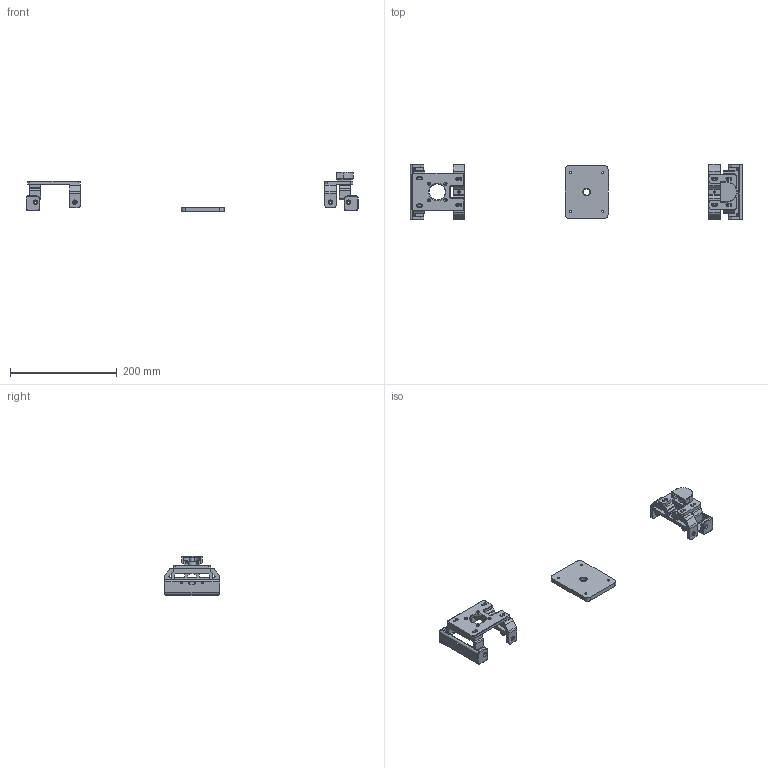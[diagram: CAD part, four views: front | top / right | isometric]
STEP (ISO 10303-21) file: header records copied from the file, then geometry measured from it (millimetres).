
FILE_DESCRIPTION(/* description */ (''),/* implementation_level */ '2;1');
FILE_NAME(/* name */ 'Slider Rework v1 v1_Mounts.step',/* time_stamp */ '2018-03-06T09:29:50-06:00',/* author */ (''),/* organization */ (''),/* preprocessor_version */ 'ST-DEVELOPER v16.13',/* originating_system */ 'Autodesk Translation Framework v6.5.0.72',/* authorisation */ '');
FILE_SCHEMA (('AUTOMOTIVE_DESIGN { 1 0 10303 214 3 1 1 }'));
Length unit declared in the file: millimetre
Products named in the file (6): Slider Rework v1 v1_Mounts; Rail Mount Right; Bearing Mount; Tripod Platform; Bar Mounts; Motor Mount
Assembly tree (5 placements, depth 2):
  Slider Rework v1 v1_Mounts
    Rail Mount Right
    Bearing Mount
    Tripod Platform
    Bar Mounts
    Motor Mount
Bounding box: 622 x 104 x 74.25 mm (x, y, z)
Volume: 301803.1 mm3; surface area: 118830.8 mm2
Topology: 10 solids, 10 shells, 615 faces, 1628 edges, 1045 vertices
Faces by surface type: plane 372, cylinder 182, cone 45, torus 16
Full cylindrical faces by diameter (mm): 3 x6, 4 x18, 6 x4, 7.6 x1, 8.4 x12, 12 x1, 15 x1, 30.072 x1
Entity records: 19275 total; most frequent: CARTESIAN_POINT 3299, DIRECTION 3298, ORIENTED_EDGE 3256, EDGE_CURVE 1628, LINE 1210, VECTOR 1210, VERTEX_POINT 1045, AXIS2_PLACEMENT_3D 1044
